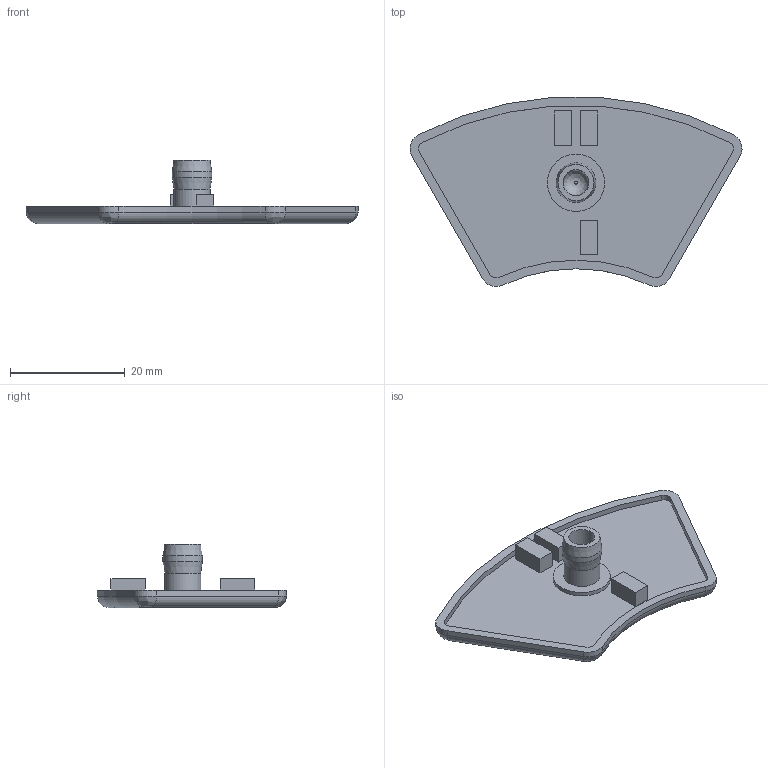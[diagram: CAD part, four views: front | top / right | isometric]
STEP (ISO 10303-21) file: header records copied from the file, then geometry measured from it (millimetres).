
FILE_DESCRIPTION((''),'2;1');
FILE_NAME('SZ0094S-A.stp','2013-08-20T11:26:44',('janine behrens'),(''),'Autodesk Inventor 2012','Autodesk Inventor 2012','');
FILE_SCHEMA(('AUTOMOTIVE_DESIGN { 1 0 10303 214 1 1 1 1 }'));
Length unit declared in the file: millimetre
Products named in the file (1): SZ0094S-A
Bounding box: 57.86 x 32.96 x 11 mm (x, y, z)
Volume: 3278.6 mm3; surface area: 3723.2 mm2
Topology: 1 solids, 1 shells, 52 faces, 117 edges, 74 vertices
Faces by surface type: plane 25, cylinder 18, bspline 5, torus 2, cone 2
Full cylindrical faces by diameter (mm): 4.5 x1, 6.3 x1, 6.9 x1, 10 x1
Entity records: 1566 total; most frequent: CARTESIAN_POINT 377, DIRECTION 254, ORIENTED_EDGE 220, EDGE_CURVE 110, AXIS2_PLACEMENT_3D 96, VERTEX_POINT 74, EDGE_LOOP 66, VECTOR 62
